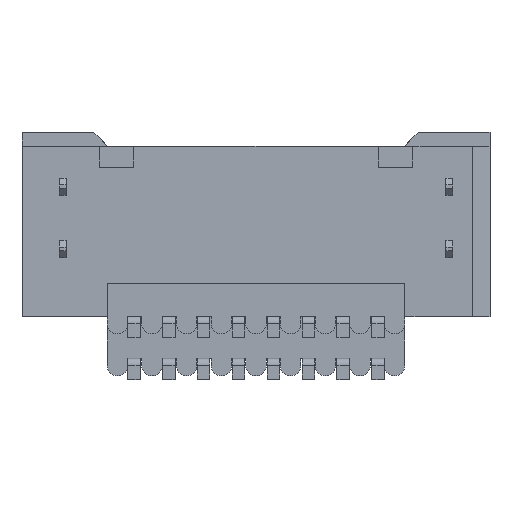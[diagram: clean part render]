
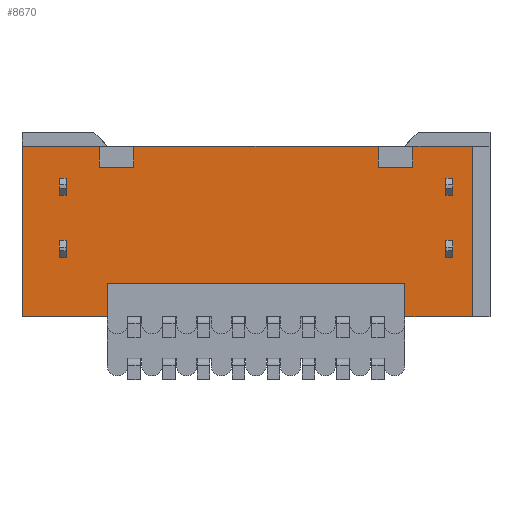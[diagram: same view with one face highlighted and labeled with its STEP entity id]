
A CAD part, top view. The second image highlights one B-rep face of the part: STEP entity #8670.
In plain terms, the highlighted planar face has unit normal (0, 0, 1).
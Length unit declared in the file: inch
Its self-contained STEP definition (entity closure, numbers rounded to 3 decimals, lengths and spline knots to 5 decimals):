
#234=ORIENTED_EDGE('',*,*,#2808,.F.);
#235=ORIENTED_EDGE('',*,*,#2809,.T.);
#236=ORIENTED_EDGE('',*,*,#2810,.F.);
#237=ORIENTED_EDGE('',*,*,#2811,.F.);
#238=ORIENTED_EDGE('',*,*,#2812,.F.);
#239=ORIENTED_EDGE('',*,*,#2813,.T.);
#240=ORIENTED_EDGE('',*,*,#2814,.F.);
#241=ORIENTED_EDGE('',*,*,#2815,.F.);
#242=ORIENTED_EDGE('',*,*,#2816,.F.);
#243=ORIENTED_EDGE('',*,*,#2817,.T.);
#244=ORIENTED_EDGE('',*,*,#2818,.F.);
#245=ORIENTED_EDGE('',*,*,#2819,.F.);
#246=ORIENTED_EDGE('',*,*,#2820,.F.);
#247=ORIENTED_EDGE('',*,*,#2821,.T.);
#248=ORIENTED_EDGE('',*,*,#2822,.F.);
#249=ORIENTED_EDGE('',*,*,#2823,.F.);
#250=ORIENTED_EDGE('',*,*,#2824,.F.);
#251=ORIENTED_EDGE('',*,*,#2825,.T.);
#252=ORIENTED_EDGE('',*,*,#2826,.F.);
#253=ORIENTED_EDGE('',*,*,#2827,.F.);
#254=ORIENTED_EDGE('',*,*,#2828,.F.);
#255=ORIENTED_EDGE('',*,*,#2829,.T.);
#256=ORIENTED_EDGE('',*,*,#2830,.T.);
#257=ORIENTED_EDGE('',*,*,#2831,.T.);
#258=ORIENTED_EDGE('',*,*,#2832,.F.);
#259=ORIENTED_EDGE('',*,*,#2833,.F.);
#260=ORIENTED_EDGE('',*,*,#2834,.T.);
#261=ORIENTED_EDGE('',*,*,#2835,.T.);
#262=ORIENTED_EDGE('',*,*,#2836,.F.);
#263=ORIENTED_EDGE('',*,*,#2837,.T.);
#264=ORIENTED_EDGE('',*,*,#2838,.F.);
#265=ORIENTED_EDGE('',*,*,#2839,.F.);
#2808=EDGE_CURVE('',#4095,#4096,#4958,.T.);
#2809=EDGE_CURVE('',#4095,#4097,#4959,.T.);
#2810=EDGE_CURVE('',#4098,#4097,#4960,.T.);
#2811=EDGE_CURVE('',#4096,#4098,#4961,.T.);
#2812=EDGE_CURVE('',#4099,#4100,#4962,.T.);
#2813=EDGE_CURVE('',#4099,#4101,#4963,.T.);
#2814=EDGE_CURVE('',#4102,#4101,#4964,.T.);
#2815=EDGE_CURVE('',#4100,#4102,#4965,.T.);
#2816=EDGE_CURVE('',#4103,#4104,#4966,.T.);
#2817=EDGE_CURVE('',#4103,#4105,#4967,.T.);
#2818=EDGE_CURVE('',#4106,#4105,#4968,.T.);
#2819=EDGE_CURVE('',#4104,#4106,#4969,.T.);
#2820=EDGE_CURVE('',#4107,#4108,#4970,.T.);
#2821=EDGE_CURVE('',#4107,#4109,#4971,.T.);
#2822=EDGE_CURVE('',#4110,#4109,#4972,.T.);
#2823=EDGE_CURVE('',#4108,#4110,#4973,.T.);
#2824=EDGE_CURVE('',#4111,#4112,#4974,.T.);
#2825=EDGE_CURVE('',#4111,#4113,#4975,.T.);
#2826=EDGE_CURVE('',#4114,#4113,#4976,.T.);
#2827=EDGE_CURVE('',#4115,#4114,#4977,.T.);
#2828=EDGE_CURVE('',#4116,#4115,#4978,.T.);
#2829=EDGE_CURVE('',#4116,#4117,#4979,.T.);
#2830=EDGE_CURVE('',#4117,#4118,#4980,.T.);
#2831=EDGE_CURVE('',#4118,#4119,#4981,.T.);
#2832=EDGE_CURVE('',#4120,#4119,#4982,.T.);
#2833=EDGE_CURVE('',#4121,#4120,#4983,.T.);
#2834=EDGE_CURVE('',#4121,#4122,#4984,.T.);
#2835=EDGE_CURVE('',#4122,#4123,#4985,.T.);
#2836=EDGE_CURVE('',#4124,#4123,#4986,.T.);
#2837=EDGE_CURVE('',#4124,#4125,#4987,.T.);
#2838=EDGE_CURVE('',#4126,#4125,#4988,.T.);
#2839=EDGE_CURVE('',#4112,#4126,#4989,.T.);
#4095=VERTEX_POINT('',#12130);
#4096=VERTEX_POINT('',#12131);
#4097=VERTEX_POINT('',#12133);
#4098=VERTEX_POINT('',#12135);
#4099=VERTEX_POINT('',#12138);
#4100=VERTEX_POINT('',#12139);
#4101=VERTEX_POINT('',#12141);
#4102=VERTEX_POINT('',#12143);
#4103=VERTEX_POINT('',#12146);
#4104=VERTEX_POINT('',#12147);
#4105=VERTEX_POINT('',#12149);
#4106=VERTEX_POINT('',#12151);
#4107=VERTEX_POINT('',#12154);
#4108=VERTEX_POINT('',#12155);
#4109=VERTEX_POINT('',#12157);
#4110=VERTEX_POINT('',#12159);
#4111=VERTEX_POINT('',#12162);
#4112=VERTEX_POINT('',#12163);
#4113=VERTEX_POINT('',#12165);
#4114=VERTEX_POINT('',#12167);
#4115=VERTEX_POINT('',#12169);
#4116=VERTEX_POINT('',#12171);
#4117=VERTEX_POINT('',#12173);
#4118=VERTEX_POINT('',#12175);
#4119=VERTEX_POINT('',#12177);
#4120=VERTEX_POINT('',#12179);
#4121=VERTEX_POINT('',#12181);
#4122=VERTEX_POINT('',#12183);
#4123=VERTEX_POINT('',#12185);
#4124=VERTEX_POINT('',#12187);
#4125=VERTEX_POINT('',#12189);
#4126=VERTEX_POINT('',#12191);
#4958=LINE('',#12129,#6113);
#4959=LINE('',#12132,#6114);
#4960=LINE('',#12134,#6115);
#4961=LINE('',#12136,#6116);
#4962=LINE('',#12137,#6117);
#4963=LINE('',#12140,#6118);
#4964=LINE('',#12142,#6119);
#4965=LINE('',#12144,#6120);
#4966=LINE('',#12145,#6121);
#4967=LINE('',#12148,#6122);
#4968=LINE('',#12150,#6123);
#4969=LINE('',#12152,#6124);
#4970=LINE('',#12153,#6125);
#4971=LINE('',#12156,#6126);
#4972=LINE('',#12158,#6127);
#4973=LINE('',#12160,#6128);
#4974=LINE('',#12161,#6129);
#4975=LINE('',#12164,#6130);
#4976=LINE('',#12166,#6131);
#4977=LINE('',#12168,#6132);
#4978=LINE('',#12170,#6133);
#4979=LINE('',#12172,#6134);
#4980=LINE('',#12174,#6135);
#4981=LINE('',#12176,#6136);
#4982=LINE('',#12178,#6137);
#4983=LINE('',#12180,#6138);
#4984=LINE('',#12182,#6139);
#4985=LINE('',#12184,#6140);
#4986=LINE('',#12186,#6141);
#4987=LINE('',#12188,#6142);
#4988=LINE('',#12190,#6143);
#4989=LINE('',#12192,#6144);
#6113=VECTOR('',#9776,39.37008);
#6114=VECTOR('',#9777,39.37008);
#6115=VECTOR('',#9778,39.37008);
#6116=VECTOR('',#9779,39.37008);
#6117=VECTOR('',#9780,39.37008);
#6118=VECTOR('',#9781,39.37008);
#6119=VECTOR('',#9782,39.37008);
#6120=VECTOR('',#9783,39.37008);
#6121=VECTOR('',#9784,39.37008);
#6122=VECTOR('',#9785,39.37008);
#6123=VECTOR('',#9786,39.37008);
#6124=VECTOR('',#9787,39.37008);
#6125=VECTOR('',#9788,39.37008);
#6126=VECTOR('',#9789,39.37008);
#6127=VECTOR('',#9790,39.37008);
#6128=VECTOR('',#9791,39.37008);
#6129=VECTOR('',#9792,39.37008);
#6130=VECTOR('',#9793,39.37008);
#6131=VECTOR('',#9794,39.37008);
#6132=VECTOR('',#9795,39.37008);
#6133=VECTOR('',#9796,39.37008);
#6134=VECTOR('',#9797,39.37008);
#6135=VECTOR('',#9798,39.37008);
#6136=VECTOR('',#9799,39.37008);
#6137=VECTOR('',#9800,39.37008);
#6138=VECTOR('',#9801,39.37008);
#6139=VECTOR('',#9802,39.37008);
#6140=VECTOR('',#9803,39.37008);
#6141=VECTOR('',#9804,39.37008);
#6142=VECTOR('',#9805,39.37008);
#6143=VECTOR('',#9806,39.37008);
#6144=VECTOR('',#9807,39.37008);
#7268=EDGE_LOOP('',(#234,#235,#236,#237));
#7269=EDGE_LOOP('',(#238,#239,#240,#241));
#7270=EDGE_LOOP('',(#242,#243,#244,#245));
#7271=EDGE_LOOP('',(#246,#247,#248,#249));
#7272=EDGE_LOOP('',(#250,#251,#252,#253,#254,#255,#256,#257,#258,#259,#260,
#261,#262,#263,#264,#265));
#7770=FACE_BOUND('',#7268,.T.);
#7771=FACE_BOUND('',#7269,.T.);
#7772=FACE_BOUND('',#7270,.T.);
#7773=FACE_BOUND('',#7271,.T.);
#7774=FACE_BOUND('',#7272,.T.);
#8272=PLANE('',#9173);
#8670=ADVANCED_FACE('',(#7770,#7771,#7772,#7773,#7774),#8272,.F.);
#9173=AXIS2_PLACEMENT_3D('',#12128,#9774,#9775);
#9774=DIRECTION('',(0.,0.,-1.));
#9775=DIRECTION('',(-1.,0.,0.));
#9776=DIRECTION('',(-1.,0.,0.));
#9777=DIRECTION('',(0.,-1.,0.));
#9778=DIRECTION('',(1.,0.,0.));
#9779=DIRECTION('',(0.,-1.,0.));
#9780=DIRECTION('',(-1.,0.,0.));
#9781=DIRECTION('',(0.,-1.,0.));
#9782=DIRECTION('',(1.,0.,0.));
#9783=DIRECTION('',(0.,-1.,0.));
#9784=DIRECTION('',(-1.,0.,0.));
#9785=DIRECTION('',(0.,-1.,0.));
#9786=DIRECTION('',(1.,0.,0.));
#9787=DIRECTION('',(0.,-1.,0.));
#9788=DIRECTION('',(-1.,0.,0.));
#9789=DIRECTION('',(0.,-1.,0.));
#9790=DIRECTION('',(1.,0.,0.));
#9791=DIRECTION('',(0.,-1.,0.));
#9792=DIRECTION('',(0.,-1.,0.));
#9793=DIRECTION('',(-1.,0.,0.));
#9794=DIRECTION('',(0.,1.,0.));
#9795=DIRECTION('',(1.,0.,0.));
#9796=DIRECTION('',(0.,-1.,0.));
#9797=DIRECTION('',(-1.,0.,0.));
#9798=DIRECTION('',(0.,-1.,0.));
#9799=DIRECTION('',(1.,0.,0.));
#9800=DIRECTION('',(0.,-1.,0.));
#9801=DIRECTION('',(-1.,0.,0.));
#9802=DIRECTION('',(0.,-1.,0.));
#9803=DIRECTION('',(1.,0.,0.));
#9804=DIRECTION('',(0.,-1.,0.));
#9805=DIRECTION('',(-1.,0.,0.));
#9806=DIRECTION('',(0.,1.,0.));
#9807=DIRECTION('',(1.,0.,0.));
#12128=CARTESIAN_POINT('',(-0.3355,0.264,0.1125));
#12129=CARTESIAN_POINT('',(-0.3355,0.1985,0.1125));
#12130=CARTESIAN_POINT('',(0.282,0.1985,0.1125));
#12131=CARTESIAN_POINT('',(0.272,0.1985,0.1125));
#12132=CARTESIAN_POINT('',(0.282,0.264,0.1125));
#12133=CARTESIAN_POINT('',(0.282,0.1735,0.1125));
#12134=CARTESIAN_POINT('',(-0.3355,0.1735,0.1125));
#12135=CARTESIAN_POINT('',(0.272,0.1735,0.1125));
#12136=CARTESIAN_POINT('',(0.272,0.264,0.1125));
#12137=CARTESIAN_POINT('',(-0.3355,0.1095,0.1125));
#12138=CARTESIAN_POINT('',(0.282,0.1095,0.1125));
#12139=CARTESIAN_POINT('',(0.272,0.1095,0.1125));
#12140=CARTESIAN_POINT('',(0.282,0.264,0.1125));
#12141=CARTESIAN_POINT('',(0.282,0.0845,0.1125));
#12142=CARTESIAN_POINT('',(-0.3355,0.0845,0.1125));
#12143=CARTESIAN_POINT('',(0.272,0.0845,0.1125));
#12144=CARTESIAN_POINT('',(0.272,0.264,0.1125));
#12145=CARTESIAN_POINT('',(-0.3355,0.1985,0.1125));
#12146=CARTESIAN_POINT('',(-0.272,0.1985,0.1125));
#12147=CARTESIAN_POINT('',(-0.282,0.1985,0.1125));
#12148=CARTESIAN_POINT('',(-0.272,0.264,0.1125));
#12149=CARTESIAN_POINT('',(-0.272,0.1735,0.1125));
#12150=CARTESIAN_POINT('',(-0.3355,0.1735,0.1125));
#12151=CARTESIAN_POINT('',(-0.282,0.1735,0.1125));
#12152=CARTESIAN_POINT('',(-0.282,0.264,0.1125));
#12153=CARTESIAN_POINT('',(-0.3355,0.1095,0.1125));
#12154=CARTESIAN_POINT('',(-0.272,0.1095,0.1125));
#12155=CARTESIAN_POINT('',(-0.282,0.1095,0.1125));
#12156=CARTESIAN_POINT('',(-0.272,0.264,0.1125));
#12157=CARTESIAN_POINT('',(-0.272,0.0845,0.1125));
#12158=CARTESIAN_POINT('',(-0.3355,0.0845,0.1125));
#12159=CARTESIAN_POINT('',(-0.282,0.0845,0.1125));
#12160=CARTESIAN_POINT('',(-0.282,0.264,0.1125));
#12161=CARTESIAN_POINT('',(0.175,0.264,0.1125));
#12162=CARTESIAN_POINT('',(0.175,0.244,0.1125));
#12163=CARTESIAN_POINT('',(0.175,0.214,0.1125));
#12164=CARTESIAN_POINT('',(0.5,0.244,0.1125));
#12165=CARTESIAN_POINT('',(-0.175,0.244,0.1125));
#12166=CARTESIAN_POINT('',(-0.175,0.264,0.1125));
#12167=CARTESIAN_POINT('',(-0.175,0.214,0.1125));
#12168=CARTESIAN_POINT('',(-0.3355,0.214,0.1125));
#12169=CARTESIAN_POINT('',(-0.225,0.214,0.1125));
#12170=CARTESIAN_POINT('',(-0.225,0.264,0.1125));
#12171=CARTESIAN_POINT('',(-0.225,0.244,0.1125));
#12172=CARTESIAN_POINT('',(0.5,0.244,0.1125));
#12173=CARTESIAN_POINT('',(-0.3355,0.244,0.1125));
#12174=CARTESIAN_POINT('',(-0.3355,0.264,0.1125));
#12175=CARTESIAN_POINT('',(-0.3355,0.,0.1125));
#12176=CARTESIAN_POINT('',(-0.3355,0.,0.1125));
#12177=CARTESIAN_POINT('',(-0.2135,0.,0.1125));
#12178=CARTESIAN_POINT('',(-0.2135,0.047,0.1125));
#12179=CARTESIAN_POINT('',(-0.2135,0.047,0.1125));
#12180=CARTESIAN_POINT('',(0.2135,0.047,0.1125));
#12181=CARTESIAN_POINT('',(0.2135,0.047,0.1125));
#12182=CARTESIAN_POINT('',(0.2135,0.047,0.1125));
#12183=CARTESIAN_POINT('',(0.2135,0.,0.1125));
#12184=CARTESIAN_POINT('',(-0.3355,0.,0.1125));
#12185=CARTESIAN_POINT('',(0.3105,0.,0.1125));
#12186=CARTESIAN_POINT('',(0.3105,0.264,0.1125));
#12187=CARTESIAN_POINT('',(0.3105,0.244,0.1125));
#12188=CARTESIAN_POINT('',(0.5,0.244,0.1125));
#12189=CARTESIAN_POINT('',(0.225,0.244,0.1125));
#12190=CARTESIAN_POINT('',(0.225,0.264,0.1125));
#12191=CARTESIAN_POINT('',(0.225,0.214,0.1125));
#12192=CARTESIAN_POINT('',(-0.3355,0.214,0.1125));
